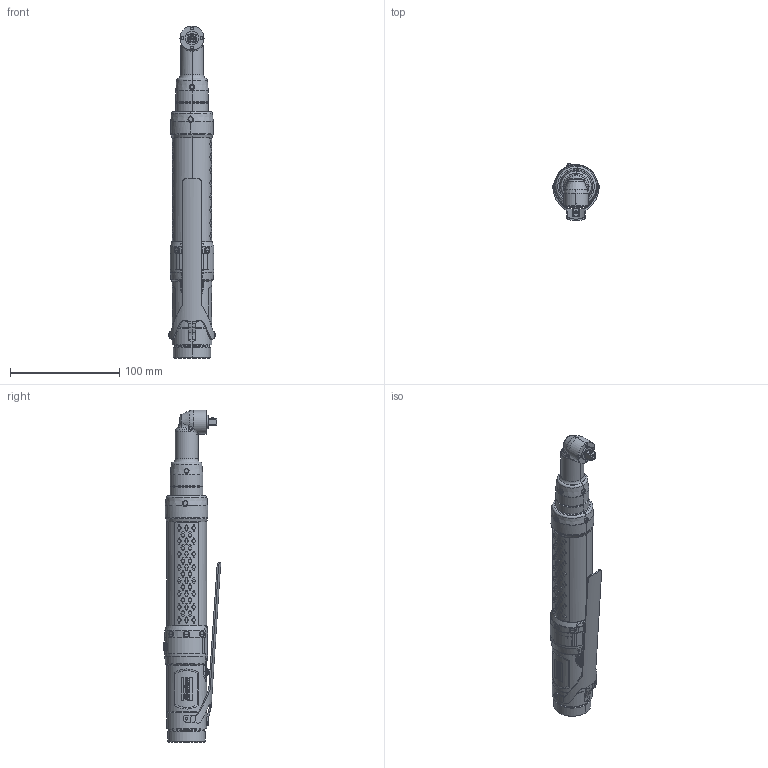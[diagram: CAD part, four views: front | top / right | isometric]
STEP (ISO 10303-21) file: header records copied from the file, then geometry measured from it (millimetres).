
FILE_DESCRIPTION((''),'2;1');
FILE_NAME('EXT_COMP_SW0011','2021-07-23T09:45:10',('INEVDh'),(''),'CREO PARAMETRIC BY PTC INC, 2020281','CREO PARAMETRIC BY PTC INC, 2020281','');
FILE_SCHEMA(('CONFIG_CONTROL_DESIGN'));
Length unit declared in the file: inch
Products named in the file (1): EXT_COMP_SW0011
Bounding box: 42.25 x 52.59 x 303.25 mm (x, y, z)
Volume: 283224.3 mm3; surface area: 46919.6 mm2
Topology: 1 solids, 13 shells, 2393 faces, 6473 edges, 4110 vertices
Faces by surface type: bspline 1221, plane 469, cylinder 392, cone 154, torus 127, sphere 29, extrusion 1
Entity records: 175747 total; most frequent: CARTESIAN_POINT 125560, ORIENTED_EDGE 12874, DIRECTION 6484, EDGE_CURVE 6437, VERTEX_POINT 4110, B_SPLINE_CURVE_WITH_KNOTS 3434, EDGE_LOOP 2543, FACE_OUTER_BOUND 2393
